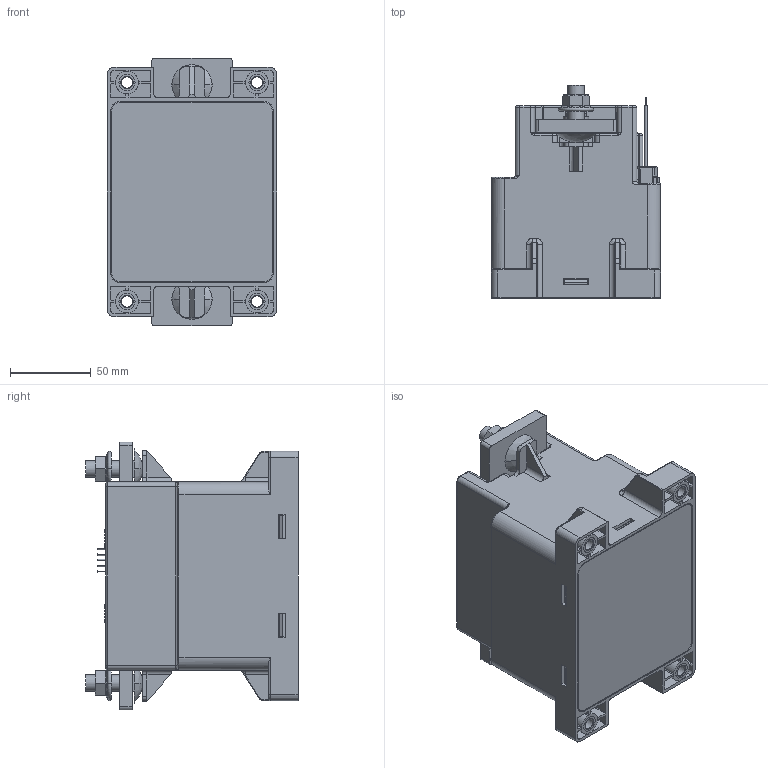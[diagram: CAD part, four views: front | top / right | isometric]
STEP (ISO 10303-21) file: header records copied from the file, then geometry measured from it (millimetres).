
FILE_DESCRIPTION(/* description */ (''),/* implementation_level */ '2;1');
FILE_NAME(/* name */ 'HCF1000B.stp',/* time_stamp */ '2024-03-15T16:29:48+08:00',/* author */ (''),/* organization */ (''),/* preprocessor_version */ 'ST-DEVELOPER v16.7',/* originating_system */ 'SIEMENS PLM Software NX 12.0',/* authorisation */ '');
FILE_SCHEMA (('AUTOMOTIVE_DESIGN { 1 0 10303 214 3 1 1 1 }'));
Products named in the file (1): 641900090000_asm_stp
Bounding box: 104.6 x 131.7 x 165.6 mm (x, y, z)
Volume: 1262670.5 mm3; surface area: 160995.6 mm2
Topology: 19 solids, 19 shells, 2097 faces, 5264 edges, 3250 vertices
Faces by surface type: plane 988, cylinder 651, cone 284, torus 87, bspline 47, extrusion 30, sphere 10
Full cylindrical faces by diameter (mm): 7 x4, 7.25 x2, 10 x2
Entity records: 65514 total; most frequent: CARTESIAN_POINT 14513, DIRECTION 10640, ORIENTED_EDGE 10452, EDGE_CURVE 5226, AXIS2_PLACEMENT_3D 3627, VECTOR 3386, LINE 3356, VERTEX_POINT 3244
